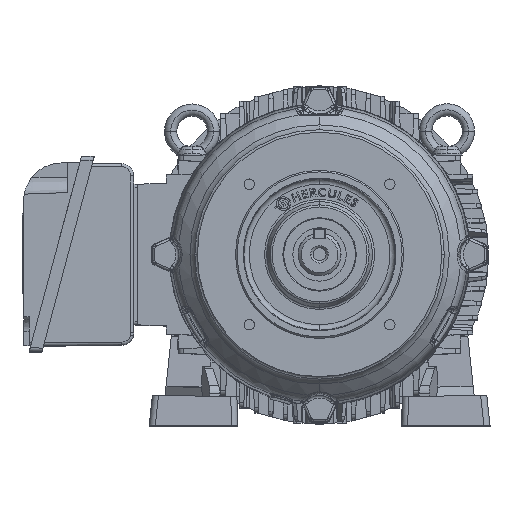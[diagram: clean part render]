
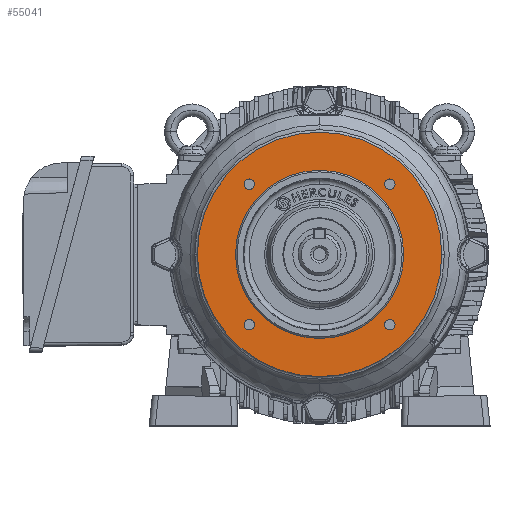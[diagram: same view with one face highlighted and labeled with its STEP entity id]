
A CAD part, top view. The second image highlights one B-rep face of the part: STEP entity #55041.
In plain terms, the highlighted planar face has unit normal (0, 0, 1).
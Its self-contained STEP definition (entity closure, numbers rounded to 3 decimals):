
#368 = CIRCLE ( 'NONE', #19218, 3.4 ) ;
#695 = EDGE_CURVE ( 'NONE', #20180, #23428, #66283, .T. ) ;
#879 = VERTEX_POINT ( 'NONE', #44997 ) ;
#897 = DIRECTION ( 'NONE',  ( 0., 0., -1. ) ) ;
#1547 = DIRECTION ( 'NONE',  ( 0., 0., 1. ) ) ;
#1892 = EDGE_CURVE ( 'NONE', #23428, #20180, #53051, .T. ) ;
#1961 = ORIENTED_EDGE ( 'NONE', *, *, #42923, .F. ) ;
#3405 = EDGE_CURVE ( 'NONE', #7375, #28351, #29483, .T. ) ;
#4625 = DIRECTION ( 'NONE',  ( 0., 0., 1. ) ) ;
#4632 = CARTESIAN_POINT ( 'NONE',  ( 45.962, -45.962, 76. ) ) ;
#5894 = VERTEX_POINT ( 'NONE', #56131 ) ;
#6127 = FACE_BOUND ( 'NONE', #51010, .T. ) ;
#6895 = CARTESIAN_POINT ( 'NONE',  ( -42.562, -45.962, 76. ) ) ;
#7117 = DIRECTION ( 'NONE',  ( 1., 0., 0. ) ) ;
#7375 = VERTEX_POINT ( 'NONE', #9190 ) ;
#7496 = ORIENTED_EDGE ( 'NONE', *, *, #9177, .T. ) ;
#8062 = DIRECTION ( 'NONE',  ( 0., 0., 1. ) ) ;
#9177 = EDGE_CURVE ( 'NONE', #55110, #32569, #40875, .T. ) ;
#9190 = CARTESIAN_POINT ( 'NONE',  ( -42.562, 45.962, 76. ) ) ;
#10136 = ORIENTED_EDGE ( 'NONE', *, *, #3405, .F. ) ;
#10158 = DIRECTION ( 'NONE',  ( 0., 0., 1. ) ) ;
#11014 = CARTESIAN_POINT ( 'NONE',  ( 0., 0., 76. ) ) ;
#12714 = DIRECTION ( 'NONE',  ( 0., 0., 1. ) ) ;
#12753 = EDGE_LOOP ( 'NONE', ( #10136, #33407 ) ) ;
#12873 = AXIS2_PLACEMENT_3D ( 'NONE', #51098, #4625, #13103 ) ;
#13103 = DIRECTION ( 'NONE',  ( 1., 0., 0. ) ) ;
#13257 = CARTESIAN_POINT ( 'NONE',  ( 0., 0., 76. ) ) ;
#15859 = EDGE_LOOP ( 'NONE', ( #55021, #23736 ) ) ;
#17200 = CIRCLE ( 'NONE', #32774, 3.4 ) ;
#17658 = EDGE_LOOP ( 'NONE', ( #34964, #7496 ) ) ;
#19218 = AXIS2_PLACEMENT_3D ( 'NONE', #4632, #57593, #67742 ) ;
#20180 = VERTEX_POINT ( 'NONE', #59156 ) ;
#20692 = EDGE_CURVE ( 'NONE', #61568, #47770, #36793, .T. ) ;
#22135 = CARTESIAN_POINT ( 'NONE',  ( 45.962, 45.962, 76. ) ) ;
#22527 = DIRECTION ( 'NONE',  ( 0., 0., 1. ) ) ;
#22576 = CARTESIAN_POINT ( 'NONE',  ( 49.362, 45.962, 76. ) ) ;
#22811 = AXIS2_PLACEMENT_3D ( 'NONE', #23882, #22527, #34349 ) ;
#23428 = VERTEX_POINT ( 'NONE', #6895 ) ;
#23714 = DIRECTION ( 'NONE',  ( 0., 0., 1. ) ) ;
#23736 = ORIENTED_EDGE ( 'NONE', *, *, #64595, .F. ) ;
#23849 = CIRCLE ( 'NONE', #59465, 3.4 ) ;
#23882 = CARTESIAN_POINT ( 'NONE',  ( 0., 0., 76. ) ) ;
#25174 = AXIS2_PLACEMENT_3D ( 'NONE', #58958, #10158, #57916 ) ;
#26073 = EDGE_CURVE ( 'NONE', #46987, #68272, #368, .T. ) ;
#27018 = FACE_OUTER_BOUND ( 'NONE', #17658, .T. ) ;
#28220 = EDGE_CURVE ( 'NONE', #68272, #46987, #17200, .T. ) ;
#28351 = VERTEX_POINT ( 'NONE', #38786 ) ;
#28502 = CARTESIAN_POINT ( 'NONE',  ( 0., 0., 76. ) ) ;
#29408 = CARTESIAN_POINT ( 'NONE',  ( 49.362, -45.962, 76. ) ) ;
#29483 = CIRCLE ( 'NONE', #31737, 3.4 ) ;
#29657 = DIRECTION ( 'NONE',  ( 1., 0., 0. ) ) ;
#29753 = ORIENTED_EDGE ( 'NONE', *, *, #1892, .F. ) ;
#31737 = AXIS2_PLACEMENT_3D ( 'NONE', #61062, #8062, #29657 ) ;
#32236 = CARTESIAN_POINT ( 'NONE',  ( 42.562, 45.962, 76. ) ) ;
#32569 = VERTEX_POINT ( 'NONE', #68207 ) ;
#32774 = AXIS2_PLACEMENT_3D ( 'NONE', #47163, #47522, #68461 ) ;
#33406 = EDGE_CURVE ( 'NONE', #5894, #879, #64199, .T. ) ;
#33407 = ORIENTED_EDGE ( 'NONE', *, *, #65874, .F. ) ;
#33979 = DIRECTION ( 'NONE',  ( 1., 0., 0. ) ) ;
#34083 = DIRECTION ( 'NONE',  ( 0., 0., 1. ) ) ;
#34349 = DIRECTION ( 'NONE',  ( 1., 0., 0. ) ) ;
#34437 = DIRECTION ( 'NONE',  ( 1., 0., 0. ) ) ;
#34964 = ORIENTED_EDGE ( 'NONE', *, *, #66768, .T. ) ;
#36793 = CIRCLE ( 'NONE', #42216, 3.4 ) ;
#38507 = FACE_BOUND ( 'NONE', #56172, .T. ) ;
#38547 = CIRCLE ( 'NONE', #25174, 3.4 ) ;
#38714 = AXIS2_PLACEMENT_3D ( 'NONE', #13257, #23714, #40423 ) ;
#38786 = CARTESIAN_POINT ( 'NONE',  ( -49.362, 45.962, 76. ) ) ;
#38847 = DIRECTION ( 'NONE',  ( 1., 0., 0. ) ) ;
#38957 = AXIS2_PLACEMENT_3D ( 'NONE', #11014, #897, #44441 ) ;
#40051 = CIRCLE ( 'NONE', #44538, 55. ) ;
#40423 = DIRECTION ( 'NONE',  ( 1., 0., 0. ) ) ;
#40875 = CIRCLE ( 'NONE', #38714, 80. ) ;
#41701 = DIRECTION ( 'NONE',  ( 0., 0., 1. ) ) ;
#42062 = DIRECTION ( 'NONE',  ( 1., 0., 0. ) ) ;
#42216 = AXIS2_PLACEMENT_3D ( 'NONE', #22135, #1547, #38847 ) ;
#42425 = ORIENTED_EDGE ( 'NONE', *, *, #26073, .F. ) ;
#42923 = EDGE_CURVE ( 'NONE', #47770, #61568, #38547, .T. ) ;
#44084 = PLANE ( 'NONE',  #38957 ) ;
#44441 = DIRECTION ( 'NONE',  ( -1., 0., 0. ) ) ;
#44538 = AXIS2_PLACEMENT_3D ( 'NONE', #28502, #34083, #34437 ) ;
#44769 = CARTESIAN_POINT ( 'NONE',  ( 42.562, -45.962, 76. ) ) ;
#44997 = CARTESIAN_POINT ( 'NONE',  ( -55., 0., 76. ) ) ;
#46987 = VERTEX_POINT ( 'NONE', #44769 ) ;
#47163 = CARTESIAN_POINT ( 'NONE',  ( 45.962, -45.962, 76. ) ) ;
#47522 = DIRECTION ( 'NONE',  ( 0., 0., 1. ) ) ;
#47770 = VERTEX_POINT ( 'NONE', #22576 ) ;
#48640 = FACE_BOUND ( 'NONE', #12753, .T. ) ;
#49647 = FACE_BOUND ( 'NONE', #15859, .T. ) ;
#51010 = EDGE_LOOP ( 'NONE', ( #29753, #68823 ) ) ;
#51098 = CARTESIAN_POINT ( 'NONE',  ( -45.962, -45.962, 76. ) ) ;
#52197 = EDGE_LOOP ( 'NONE', ( #53442, #42425 ) ) ;
#53051 = CIRCLE ( 'NONE', #64216, 3.4 ) ;
#53442 = ORIENTED_EDGE ( 'NONE', *, *, #28220, .F. ) ;
#54238 = CARTESIAN_POINT ( 'NONE',  ( -45.962, 45.962, 76. ) ) ;
#54556 = FACE_BOUND ( 'NONE', #52197, .T. ) ;
#55021 = ORIENTED_EDGE ( 'NONE', *, *, #33406, .F. ) ;
#55041 = ADVANCED_FACE ( 'NONE', ( #49647, #54556, #6127, #48640, #38507, #27018 ), #44084, .F. ) ;
#55110 = VERTEX_POINT ( 'NONE', #66738 ) ;
#56131 = CARTESIAN_POINT ( 'NONE',  ( 55., 0., 76. ) ) ;
#56172 = EDGE_LOOP ( 'NONE', ( #1961, #60188 ) ) ;
#57593 = DIRECTION ( 'NONE',  ( 0., 0., 1. ) ) ;
#57916 = DIRECTION ( 'NONE',  ( 1., 0., 0. ) ) ;
#58958 = CARTESIAN_POINT ( 'NONE',  ( 45.962, 45.962, 76. ) ) ;
#59156 = CARTESIAN_POINT ( 'NONE',  ( -49.362, -45.962, 76. ) ) ;
#59465 = AXIS2_PLACEMENT_3D ( 'NONE', #54238, #12714, #33979 ) ;
#60188 = ORIENTED_EDGE ( 'NONE', *, *, #20692, .F. ) ;
#60616 = CIRCLE ( 'NONE', #22811, 80. ) ;
#61062 = CARTESIAN_POINT ( 'NONE',  ( -45.962, 45.962, 76. ) ) ;
#61568 = VERTEX_POINT ( 'NONE', #32236 ) ;
#63677 = CARTESIAN_POINT ( 'NONE',  ( 0., 0., 76. ) ) ;
#64199 = CIRCLE ( 'NONE', #65289, 55. ) ;
#64216 = AXIS2_PLACEMENT_3D ( 'NONE', #64343, #65013, #7117 ) ;
#64343 = CARTESIAN_POINT ( 'NONE',  ( -45.962, -45.962, 76. ) ) ;
#64595 = EDGE_CURVE ( 'NONE', #879, #5894, #40051, .T. ) ;
#65013 = DIRECTION ( 'NONE',  ( 0., 0., 1. ) ) ;
#65289 = AXIS2_PLACEMENT_3D ( 'NONE', #63677, #41701, #42062 ) ;
#65874 = EDGE_CURVE ( 'NONE', #28351, #7375, #23849, .T. ) ;
#66283 = CIRCLE ( 'NONE', #12873, 3.4 ) ;
#66738 = CARTESIAN_POINT ( 'NONE',  ( -80., 0., 76. ) ) ;
#66768 = EDGE_CURVE ( 'NONE', #32569, #55110, #60616, .T. ) ;
#67742 = DIRECTION ( 'NONE',  ( 1., 0., 0. ) ) ;
#68207 = CARTESIAN_POINT ( 'NONE',  ( 80., 0., 76. ) ) ;
#68272 = VERTEX_POINT ( 'NONE', #29408 ) ;
#68461 = DIRECTION ( 'NONE',  ( 1., 0., 0. ) ) ;
#68823 = ORIENTED_EDGE ( 'NONE', *, *, #695, .F. ) ;
